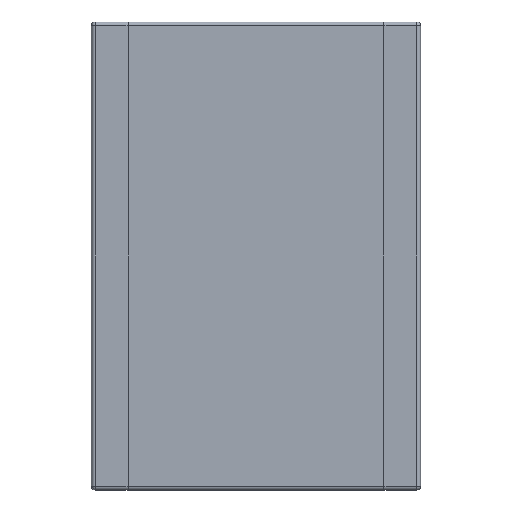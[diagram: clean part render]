
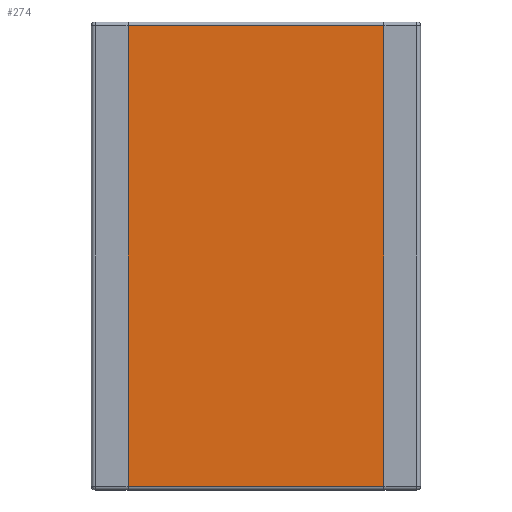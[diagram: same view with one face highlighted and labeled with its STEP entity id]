
A CAD part, front view. The second image highlights one B-rep face of the part: STEP entity #274.
In plain terms, the highlighted planar face has unit normal (0, -1, 0).
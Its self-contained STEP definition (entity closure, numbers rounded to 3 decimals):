
#57 = VERTEX_POINT ( 'NONE', #573 ) ;
#59 = EDGE_CURVE ( 'NONE', #57, #60, #572, .T. ) ;
#60 = VERTEX_POINT ( 'NONE', #568 ) ;
#74 = EDGE_CURVE ( 'NONE', #75, #212, #605, .T. ) ;
#75 = VERTEX_POINT ( 'NONE', #601 ) ;
#212 = VERTEX_POINT ( 'NONE', #1051 ) ;
#274 = ADVANCED_FACE ( 'NONE', ( #1235 ), #1269, .T. ) ;
#275 = EDGE_LOOP ( 'NONE', ( #276, #277, #279, #280 ) ) ;
#276 = ORIENTED_EDGE ( 'NONE', *, *, #74, .F. ) ;
#277 = ORIENTED_EDGE ( 'NONE', *, *, #278, .T. ) ;
#278 = EDGE_CURVE ( 'NONE', #75, #60, #1264, .T. ) ;
#279 = ORIENTED_EDGE ( 'NONE', *, *, #59, .F. ) ;
#280 = ORIENTED_EDGE ( 'NONE', *, *, #281, .T. ) ;
#281 = EDGE_CURVE ( 'NONE', #57, #212, #1259, .T. ) ;
#568 = CARTESIAN_POINT ( 'NONE',  ( 1.75, 0., -3.15 ) ) ;
#569 = DIRECTION ( 'NONE',  ( 0., 0., -1. ) ) ;
#570 = VECTOR ( 'NONE', #569, 1000. ) ;
#571 = CARTESIAN_POINT ( 'NONE',  ( 1.75, 0., -3.2 ) ) ;
#572 = LINE ( 'NONE', #571, #570 ) ;
#573 = CARTESIAN_POINT ( 'NONE',  ( 1.75, 0., 3.15 ) ) ;
#601 = CARTESIAN_POINT ( 'NONE',  ( -1.75, 0., -3.15 ) ) ;
#602 = DIRECTION ( 'NONE',  ( 0., 0., 1. ) ) ;
#603 = VECTOR ( 'NONE', #602, 1000. ) ;
#604 = CARTESIAN_POINT ( 'NONE',  ( -1.75, 0., -3.2 ) ) ;
#605 = LINE ( 'NONE', #604, #603 ) ;
#1051 = CARTESIAN_POINT ( 'NONE',  ( -1.75, 0., 3.15 ) ) ;
#1235 = FACE_OUTER_BOUND ( 'NONE', #275, .T. ) ;
#1258 = CARTESIAN_POINT ( 'NONE',  ( -2.25, 0., 3.15 ) ) ;
#1259 = LINE ( 'NONE', #1258, #1309 ) ;
#1261 = DIRECTION ( 'NONE',  ( 1., 0., 0. ) ) ;
#1262 = VECTOR ( 'NONE', #1261, 1000. ) ;
#1263 = CARTESIAN_POINT ( 'NONE',  ( 2.25, 0., -3.15 ) ) ;
#1264 = LINE ( 'NONE', #1263, #1262 ) ;
#1265 = DIRECTION ( 'NONE',  ( 0., 0., -1. ) ) ;
#1266 = DIRECTION ( 'NONE',  ( 0., -1., 0. ) ) ;
#1267 = CARTESIAN_POINT ( 'NONE',  ( 2.25, 0., -3.2 ) ) ;
#1268 = AXIS2_PLACEMENT_3D ( 'NONE', #1267, #1266, #1265 ) ;
#1269 = PLANE ( 'NONE',  #1268 ) ;
#1308 = DIRECTION ( 'NONE',  ( -1., 0., 0. ) ) ;
#1309 = VECTOR ( 'NONE', #1308, 1000. ) ;
